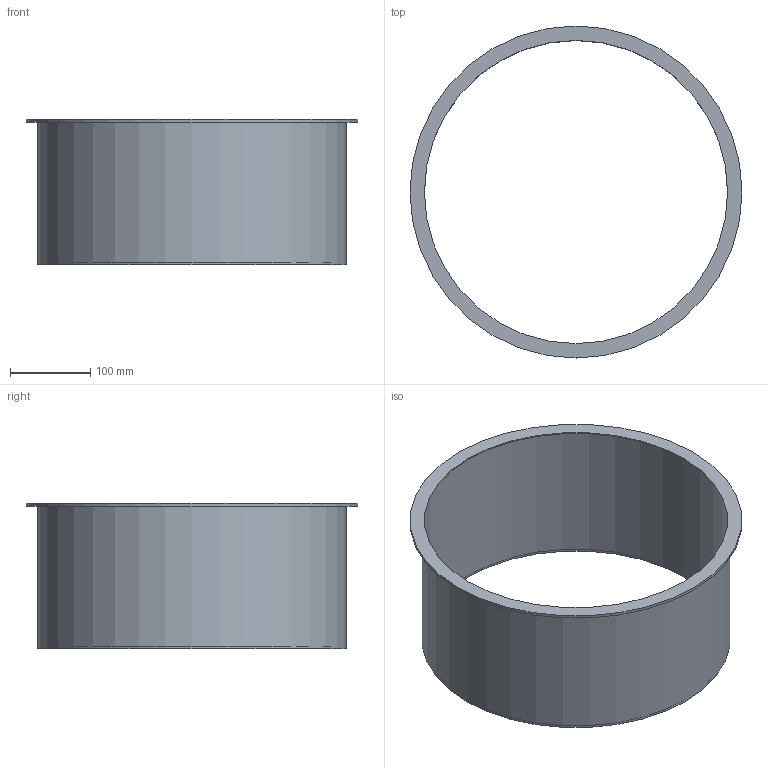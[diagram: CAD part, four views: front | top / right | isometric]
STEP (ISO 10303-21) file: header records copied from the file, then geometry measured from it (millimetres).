
FILE_DESCRIPTION(/* description */ ('STEP AP242','CAx-IF Rec.Pracs.---Representation and Presentation of Product Manufacturing Information (PMI)---4.0---2014-10-13','CAx-IF Rec.Pracs.---3D Tessellated Geometry---0.4---2014-09-14','2;1'),/* implementation_level */ '2;1');
FILE_NAME(/* name */ '61f6b8811218122d01937d5e',/* time_stamp */ '2022-01-30T16:10:42+00:00',/* author */ (''),/* organization */ (''),/* preprocessor_version */ 'ST-DEVELOPER v18.101',/* originating_system */ ' ',/* authorisation */ ' ');
FILE_SCHEMA (('AP242_MANAGED_MODEL_BASED_3D_ENGINEERING_MIM_LF { 1 0 10303 442 1 1 4 }'));
Length unit declared in the file: metre
Products named in the file (1): 410stainless_outer_B_sleeve
Bounding box: 414.29 x 414.29 x 180.97 mm (x, y, z)
Volume: 512992.7 mm3; surface area: 907507.1 mm2
Topology: 1 solids, 2 shells, 10 faces, 16 edges, 11 vertices
Faces by surface type: plane 5, cylinder 5
Full cylindrical faces by diameter (mm): 378.379 x1, 380.411 x1, 383.459 x1, 385.491 x1, 414.29 x1
Entity records: 232 total; most frequent: DIRECTION 42, CARTESIAN_POINT 31, AXIS2_PLACEMENT_3D 21, ORIENTED_EDGE 20, EDGE_LOOP 20, FACE_BOUND 20, EDGE_CURVE 10, VERTEX_POINT 10
